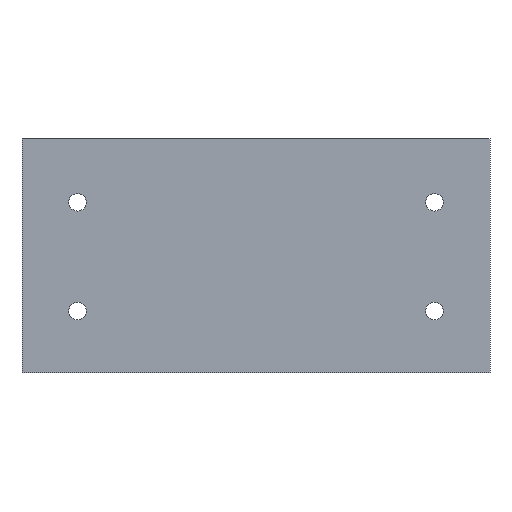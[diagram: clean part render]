
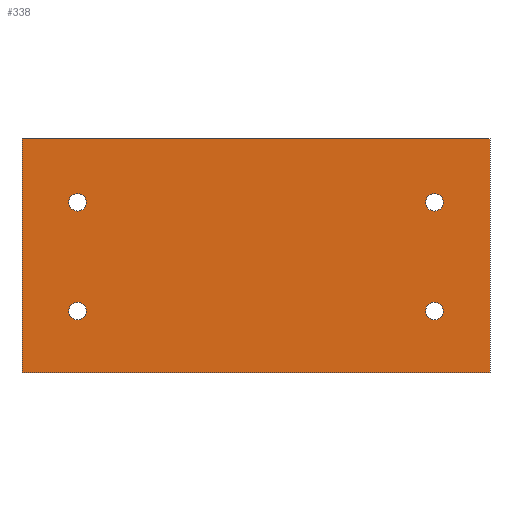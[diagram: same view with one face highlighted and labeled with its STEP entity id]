
A CAD part, front view. The second image highlights one B-rep face of the part: STEP entity #338.
In plain terms, the highlighted free-form (B-spline) face has degree [1, 1] with [2, 2] control points.
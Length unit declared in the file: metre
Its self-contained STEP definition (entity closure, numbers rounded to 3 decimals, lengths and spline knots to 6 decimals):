
#16=LINE('',#521,#40);
#22=LINE('',#536,#46);
#29=LINE('',#553,#53);
#31=LINE('',#559,#55);
#40=VECTOR('',#399,1.);
#46=VECTOR('',#405,1.);
#53=VECTOR('',#412,1.);
#55=VECTOR('',#414,1.);
#64=B_SPLINE_SURFACE_WITH_KNOTS('',1,1,((#560,#561),(#562,#563)),
 .PLANE_SURF.,.F.,.F.,.F.,(2,2),(2,2),(0.,1.),(0.,1.),.UNSPECIFIED.);
#118=ORIENTED_EDGE('',*,*,#210,.F.);
#119=ORIENTED_EDGE('',*,*,#184,.F.);
#120=ORIENTED_EDGE('',*,*,#211,.F.);
#121=ORIENTED_EDGE('',*,*,#176,.F.);
#122=ORIENTED_EDGE('',*,*,#212,.F.);
#123=ORIENTED_EDGE('',*,*,#180,.F.);
#124=ORIENTED_EDGE('',*,*,#213,.F.);
#125=ORIENTED_EDGE('',*,*,#188,.F.);
#126=ORIENTED_EDGE('',*,*,#194,.F.);
#127=ORIENTED_EDGE('',*,*,#200,.T.);
#128=ORIENTED_EDGE('',*,*,#207,.T.);
#129=ORIENTED_EDGE('',*,*,#209,.F.);
#176=EDGE_CURVE('',#224,#225,#255,.T.);
#180=EDGE_CURVE('',#228,#229,#257,.T.);
#184=EDGE_CURVE('',#232,#233,#259,.T.);
#188=EDGE_CURVE('',#236,#237,#261,.T.);
#194=EDGE_CURVE('',#242,#243,#16,.T.);
#200=EDGE_CURVE('',#242,#247,#22,.T.);
#207=EDGE_CURVE('',#247,#253,#29,.T.);
#209=EDGE_CURVE('',#243,#253,#31,.T.);
#210=EDGE_CURVE('',#233,#232,#262,.T.);
#211=EDGE_CURVE('',#225,#224,#263,.T.);
#212=EDGE_CURVE('',#229,#228,#264,.T.);
#213=EDGE_CURVE('',#237,#236,#265,.T.);
#224=VERTEX_POINT('',#449);
#225=VERTEX_POINT('',#451);
#228=VERTEX_POINT('',#467);
#229=VERTEX_POINT('',#469);
#232=VERTEX_POINT('',#485);
#233=VERTEX_POINT('',#487);
#236=VERTEX_POINT('',#503);
#237=VERTEX_POINT('',#505);
#242=VERTEX_POINT('',#520);
#243=VERTEX_POINT('',#522);
#247=VERTEX_POINT('',#535);
#253=VERTEX_POINT('',#552);
#255=CIRCLE('',#362,0.0015);
#257=CIRCLE('',#364,0.0015);
#259=CIRCLE('',#366,0.0015);
#261=CIRCLE('',#368,0.0015);
#262=CIRCLE('',#369,0.0015);
#263=CIRCLE('',#370,0.0015);
#264=CIRCLE('',#371,0.0015);
#265=CIRCLE('',#372,0.0015);
#278=EDGE_LOOP('',(#118,#119));
#279=EDGE_LOOP('',(#120,#121));
#280=EDGE_LOOP('',(#122,#123));
#281=EDGE_LOOP('',(#124,#125));
#282=EDGE_LOOP('',(#126,#127,#128,#129));
#304=FACE_BOUND('',#278,.T.);
#305=FACE_BOUND('',#279,.T.);
#306=FACE_BOUND('',#280,.T.);
#307=FACE_BOUND('',#281,.T.);
#308=FACE_BOUND('',#282,.T.);
#338=ADVANCED_FACE('',(#304,#305,#306,#307,#308),#64,.T.);
#362=AXIS2_PLACEMENT_3D('',#450,#381,#382);
#364=AXIS2_PLACEMENT_3D('',#468,#385,#386);
#366=AXIS2_PLACEMENT_3D('',#486,#389,#390);
#368=AXIS2_PLACEMENT_3D('',#504,#393,#394);
#369=AXIS2_PLACEMENT_3D('',#564,#415,#416);
#370=AXIS2_PLACEMENT_3D('',#565,#417,#418);
#371=AXIS2_PLACEMENT_3D('',#566,#419,#420);
#372=AXIS2_PLACEMENT_3D('',#567,#421,#422);
#381=DIRECTION('',(0.,-1.,0.));
#382=DIRECTION('',(0.,0.,-1.));
#385=DIRECTION('',(0.,-1.,0.));
#386=DIRECTION('',(0.,0.,-1.));
#389=DIRECTION('',(0.,-1.,0.));
#390=DIRECTION('',(0.,0.,-1.));
#393=DIRECTION('',(0.,-1.,0.));
#394=DIRECTION('',(0.,0.,-1.));
#399=DIRECTION('',(1.,0.,0.));
#405=DIRECTION('',(0.,0.,-1.));
#412=DIRECTION('',(1.,0.,0.));
#414=DIRECTION('',(0.,0.,-1.));
#415=DIRECTION('',(0.,-1.,0.));
#416=DIRECTION('',(0.,0.,-1.));
#417=DIRECTION('',(0.,-1.,0.));
#418=DIRECTION('',(0.,0.,-1.));
#419=DIRECTION('',(0.,-1.,0.));
#420=DIRECTION('',(0.,0.,-1.));
#421=DIRECTION('',(0.,-1.,0.));
#422=DIRECTION('',(0.,0.,-1.));
#449=CARTESIAN_POINT('',(0.184287,-0.059,0.140679));
#450=CARTESIAN_POINT('',(0.184287,-0.059,0.139179));
#451=CARTESIAN_POINT('',(0.184287,-0.059,0.137679));
#467=CARTESIAN_POINT('',(0.184287,-0.059,0.12208));
#468=CARTESIAN_POINT('',(0.184287,-0.059,0.12058));
#469=CARTESIAN_POINT('',(0.184287,-0.059,0.11908));
#485=CARTESIAN_POINT('',(0.123287,-0.059,0.12208));
#486=CARTESIAN_POINT('',(0.123287,-0.059,0.12058));
#487=CARTESIAN_POINT('',(0.123287,-0.059,0.11908));
#503=CARTESIAN_POINT('',(0.123287,-0.059,0.140679));
#504=CARTESIAN_POINT('',(0.123287,-0.059,0.139179));
#505=CARTESIAN_POINT('',(0.123287,-0.059,0.137679));
#520=CARTESIAN_POINT('',(0.113787,-0.059,0.15));
#521=CARTESIAN_POINT('',(0.153787,-0.059,0.15));
#522=CARTESIAN_POINT('',(0.193787,-0.059,0.15));
#535=CARTESIAN_POINT('',(0.113787,-0.059,0.11));
#536=CARTESIAN_POINT('',(0.113787,-0.059,0.13));
#552=CARTESIAN_POINT('',(0.193787,-0.059,0.11));
#553=CARTESIAN_POINT('',(0.153787,-0.059,0.11));
#559=CARTESIAN_POINT('',(0.193787,-0.059,0.13));
#560=CARTESIAN_POINT('',(0.109787,-0.059,0.108));
#561=CARTESIAN_POINT('',(0.109787,-0.059,0.152));
#562=CARTESIAN_POINT('',(0.197787,-0.059,0.108));
#563=CARTESIAN_POINT('',(0.197787,-0.059,0.152));
#564=CARTESIAN_POINT('',(0.123287,-0.059,0.12058));
#565=CARTESIAN_POINT('',(0.184287,-0.059,0.139179));
#566=CARTESIAN_POINT('',(0.184287,-0.059,0.12058));
#567=CARTESIAN_POINT('',(0.123287,-0.059,0.139179));
